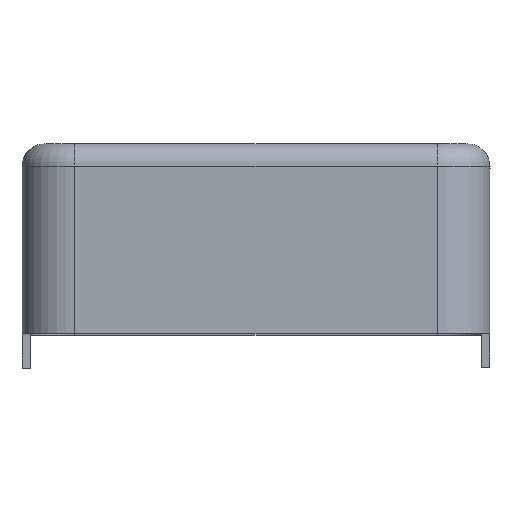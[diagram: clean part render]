
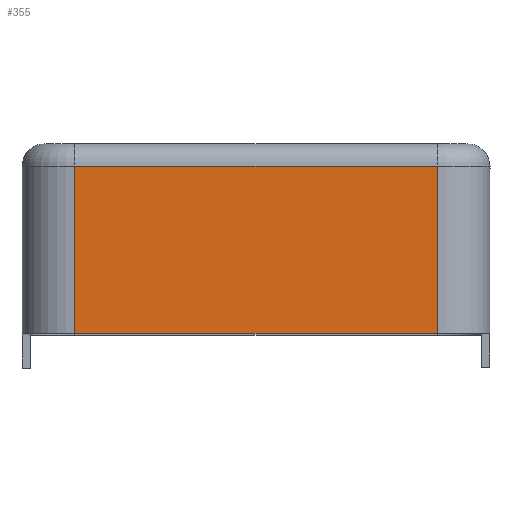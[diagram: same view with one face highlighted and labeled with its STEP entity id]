
A CAD part, top view. The second image highlights one B-rep face of the part: STEP entity #355.
In plain terms, the highlighted planar face has unit normal (0, 0, 1).
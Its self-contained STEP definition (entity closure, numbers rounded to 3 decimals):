
#119 = VECTOR ( 'NONE', #990, 1000. ) ;
#128 = CARTESIAN_POINT ( 'NONE',  ( -6.5, 0., 20.75 ) ) ;
#183 = CARTESIAN_POINT ( 'NONE',  ( -6.5, -6.8, 20.75 ) ) ;
#200 = CARTESIAN_POINT ( 'NONE',  ( -6.5, -0.8, 20.75 ) ) ;
#343 = LINE ( 'NONE', #1231, #119 ) ;
#355 = ADVANCED_FACE ( 'NONE', ( #2312 ), #1760, .T. ) ;
#473 = CARTESIAN_POINT ( 'NONE',  ( 6.5, -6.8, 20.75 ) ) ;
#483 = VERTEX_POINT ( 'NONE', #2295 ) ;
#732 = VECTOR ( 'NONE', #1653, 1000. ) ;
#898 = VERTEX_POINT ( 'NONE', #1039 ) ;
#945 = ORIENTED_EDGE ( 'NONE', *, *, #1484, .T. ) ;
#990 = DIRECTION ( 'NONE',  ( 1., 0., 0. ) ) ;
#1039 = CARTESIAN_POINT ( 'NONE',  ( 6.5, -0.8, 20.75 ) ) ;
#1058 = ORIENTED_EDGE ( 'NONE', *, *, #2103, .F. ) ;
#1162 = DIRECTION ( 'NONE',  ( 1., 0., 0. ) ) ;
#1178 = EDGE_CURVE ( 'NONE', #483, #1710, #2871, .T. ) ;
#1198 = VERTEX_POINT ( 'NONE', #200 ) ;
#1231 = CARTESIAN_POINT ( 'NONE',  ( -6.5, -0.8, 20.75 ) ) ;
#1275 = DIRECTION ( 'NONE',  ( 0., -1., 0. ) ) ;
#1384 = ORIENTED_EDGE ( 'NONE', *, *, #2925, .F. ) ;
#1484 = EDGE_CURVE ( 'NONE', #1198, #483, #1868, .T. ) ;
#1602 = VECTOR ( 'NONE', #1162, 1000. ) ;
#1653 = DIRECTION ( 'NONE',  ( 0., -1., 0. ) ) ;
#1710 = VERTEX_POINT ( 'NONE', #473 ) ;
#1711 = VECTOR ( 'NONE', #2558, 1000. ) ;
#1760 = PLANE ( 'NONE',  #2005 ) ;
#1772 = CARTESIAN_POINT ( 'NONE',  ( -6.5, 0., 20.75 ) ) ;
#1868 = LINE ( 'NONE', #128, #1711 ) ;
#2005 = AXIS2_PLACEMENT_3D ( 'NONE', #1772, #2220, #1275 ) ;
#2045 = LINE ( 'NONE', #2653, #732 ) ;
#2103 = EDGE_CURVE ( 'NONE', #898, #1710, #2045, .T. ) ;
#2220 = DIRECTION ( 'NONE',  ( 0., 0., 1. ) ) ;
#2295 = CARTESIAN_POINT ( 'NONE',  ( -6.5, -6.8, 20.75 ) ) ;
#2312 = FACE_OUTER_BOUND ( 'NONE', #2926, .T. ) ;
#2497 = ORIENTED_EDGE ( 'NONE', *, *, #1178, .T. ) ;
#2558 = DIRECTION ( 'NONE',  ( 0., -1., 0. ) ) ;
#2653 = CARTESIAN_POINT ( 'NONE',  ( 6.5, 0., 20.75 ) ) ;
#2871 = LINE ( 'NONE', #183, #1602 ) ;
#2925 = EDGE_CURVE ( 'NONE', #1198, #898, #343, .T. ) ;
#2926 = EDGE_LOOP ( 'NONE', ( #2497, #1058, #1384, #945 ) ) ;
